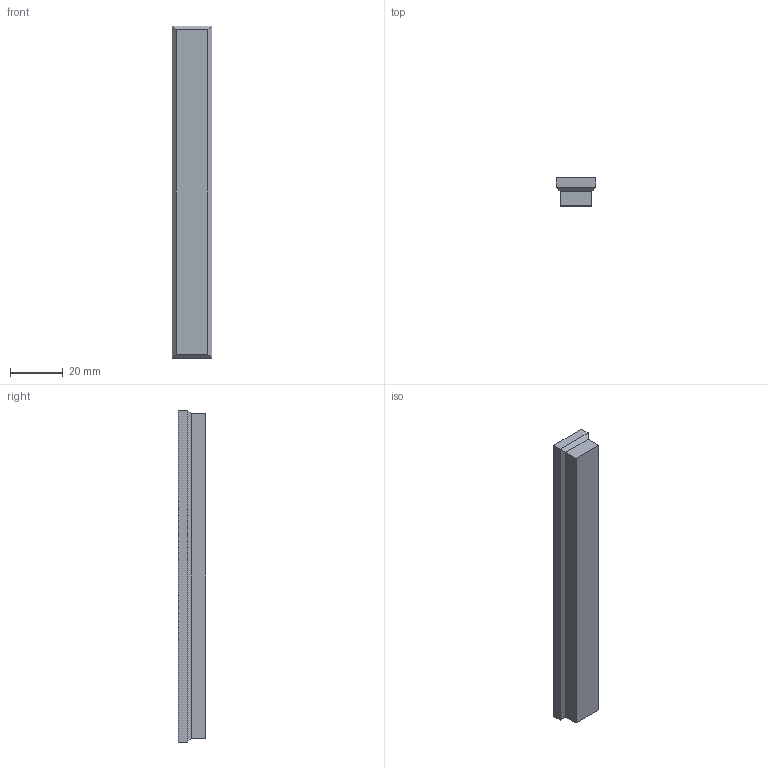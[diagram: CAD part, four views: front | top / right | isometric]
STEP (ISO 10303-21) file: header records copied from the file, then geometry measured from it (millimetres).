
FILE_DESCRIPTION (( 'STEP AP214' ), '1' );
FILE_NAME ('SILICONE FINGER MOLD .STEP', '2023-11-04T05:19:12', ( '' ), ( '' ), 'SwSTEP 2.0', 'SolidWorks 2022', '' );
FILE_SCHEMA (( 'AUTOMOTIVE_DESIGN' ));
Length unit declared in the file: millimetre
Products named in the file (1): SILICONE FINGER MOLD 
Bounding box: 15 x 10.5 x 126 mm (x, y, z)
Volume: 7561.8 mm3; surface area: 10405.3 mm2
Topology: 1 solids, 1 shells, 216 faces, 628 edges, 416 vertices
Faces by surface type: plane 192, cylinder 24
Entity records: 7050 total; most frequent: CARTESIAN_POINT 1261, ORIENTED_EDGE 1256, DIRECTION 1110, EDGE_CURVE 628, VECTOR 580, LINE 580, VERTEX_POINT 416, AXIS2_PLACEMENT_3D 265
